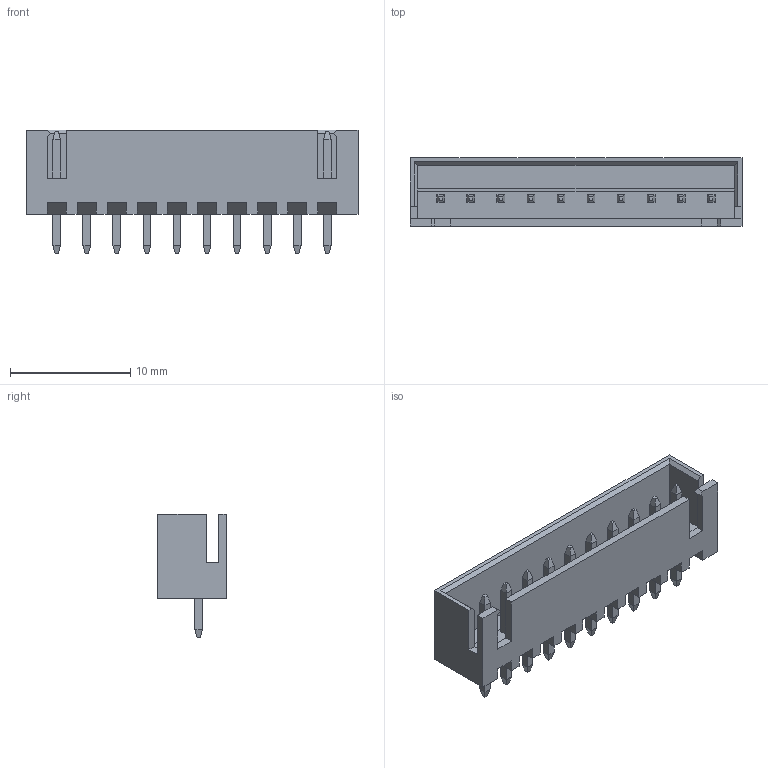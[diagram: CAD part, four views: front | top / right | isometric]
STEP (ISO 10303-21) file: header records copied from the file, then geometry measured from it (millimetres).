
FILE_DESCRIPTION (( 'STEP AP214' ), '1' );
FILE_NAME ('User Library-PW10_XX_M.STEP', '2019-09-02T13:59:14', ( '' ), ( '' ), 'SwSTEP 2.0', 'SolidWorks 2019', '' );
FILE_SCHEMA (( 'AUTOMOTIVE_DESIGN' ));
Length unit declared in the file: millimetre
Products named in the file (1): User Library-PW10_XX_M
Bounding box: 27.6 x 5.7 x 10.3 mm (x, y, z)
Volume: 463.3 mm3; surface area: 1311.3 mm2
Topology: 1 solids, 1 shells, 273 faces, 671 edges, 420 vertices
Faces by surface type: plane 273
Entity records: 10806 total; most frequent: CARTESIAN_POINT 1365, ORIENTED_EDGE 1342, DIRECTION 1219, EDGE_CURVE 671, LINE 671, VECTOR 671, VERTEX_POINT 420, EDGE_LOOP 293
